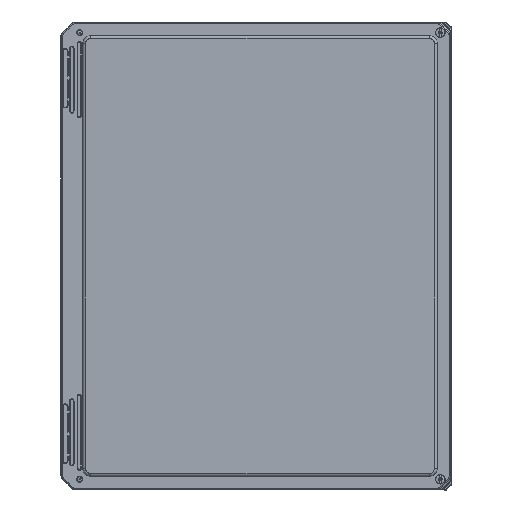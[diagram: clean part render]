
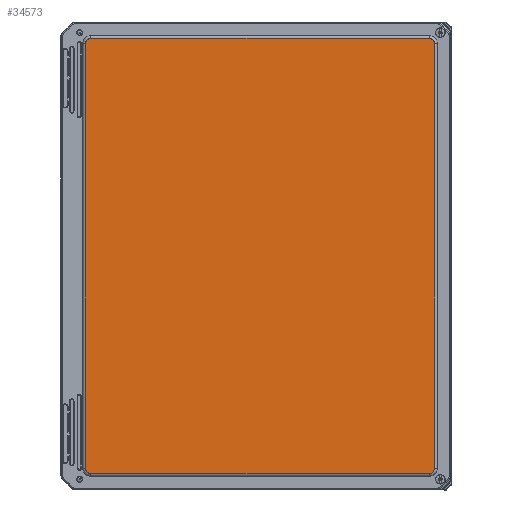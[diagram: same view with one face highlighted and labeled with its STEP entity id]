
A CAD part, top view. The second image highlights one B-rep face of the part: STEP entity #34573.
In plain terms, the highlighted face is planar.
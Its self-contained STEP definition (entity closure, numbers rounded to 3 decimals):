
#1344=ELLIPSE($,#38319,0.25,0.25);
#1347=ELLIPSE($,#38323,0.25,0.25);
#1348=ELLIPSE($,#38329,0.25,0.25);
#1351=ELLIPSE($,#38333,0.25,0.25);
#4765=LINE($,#79582,#7260);
#4767=LINE($,#79726,#7262);
#4770=LINE($,#79733,#7265);
#4772=LINE($,#79872,#7267);
#7260=VECTOR($,#47905,15.76);
#7262=VECTOR($,#47925,19.76);
#7265=VECTOR($,#47932,19.76);
#7267=VECTOR($,#47948,15.76);
#8222=PLANE($,#38339);
#10301=FACE_OUTER_BOUND($,#12551,.T.);
#12551=EDGE_LOOP($,(#31212,#31213,#31214,#31215,#31216,#31217,#31218,#31219));
#16920=VERTEX_POINT($,#79579);
#16921=VERTEX_POINT($,#79581);
#16924=VERTEX_POINT($,#79650);
#16925=VERTEX_POINT($,#79717);
#16928=VERTEX_POINT($,#79724);
#16929=VERTEX_POINT($,#79729);
#16932=VERTEX_POINT($,#79798);
#16933=VERTEX_POINT($,#79865);
#21734=EDGE_CURVE($,#16920,#16921,#4765,.T.);
#21738=EDGE_CURVE($,#16924,#16920,#1344,.T.);
#21742=EDGE_CURVE($,#16921,#16925,#1347,.T.);
#21744=EDGE_CURVE($,#16928,#16924,#4767,.T.);
#21748=EDGE_CURVE($,#16925,#16929,#4770,.T.);
#21750=EDGE_CURVE($,#16932,#16928,#1348,.T.);
#21754=EDGE_CURVE($,#16929,#16933,#1351,.T.);
#21756=EDGE_CURVE($,#16933,#16932,#4772,.T.);
#31212=ORIENTED_EDGE($,*,*,#21734,.F.);
#31213=ORIENTED_EDGE($,*,*,#21738,.F.);
#31214=ORIENTED_EDGE($,*,*,#21744,.F.);
#31215=ORIENTED_EDGE($,*,*,#21750,.F.);
#31216=ORIENTED_EDGE($,*,*,#21756,.F.);
#31217=ORIENTED_EDGE($,*,*,#21754,.F.);
#31218=ORIENTED_EDGE($,*,*,#21748,.F.);
#31219=ORIENTED_EDGE($,*,*,#21742,.F.);
#34573=ADVANCED_FACE($,(#10301),#8222,.F.);
#38319=AXIS2_PLACEMENT_3D($,#79652,#47911,#47912);
#38323=AXIS2_PLACEMENT_3D($,#79721,#47919,#47920);
#38329=AXIS2_PLACEMENT_3D($,#79800,#47935,#47936);
#38333=AXIS2_PLACEMENT_3D($,#79869,#47943,#47944);
#38339=AXIS2_PLACEMENT_3D($,#79882,#47962,#47963);
#47905=DIRECTION($,(1.,0.,0.));
#47911=DIRECTION('center_axis',(0.,0.,1.));
#47912=DIRECTION('ref_axis',(-0.707,-0.707,0.));
#47919=DIRECTION('center_axis',(0.,0.,1.));
#47920=DIRECTION('ref_axis',(0.707,-0.707,0.));
#47925=DIRECTION($,(0.,-1.,0.));
#47932=DIRECTION($,(0.,1.,0.));
#47935=DIRECTION('center_axis',(0.,0.,1.));
#47936=DIRECTION('ref_axis',(-0.707,0.707,0.));
#47943=DIRECTION('center_axis',(0.,0.,1.));
#47944=DIRECTION('ref_axis',(0.707,0.707,0.));
#47948=DIRECTION($,(-1.,0.,0.));
#47962=DIRECTION('center_axis',(0.,0.,1.));
#47963=DIRECTION('ref_axis',(1.,0.,0.));
#79579=CARTESIAN_POINT('',(-7.692,-10.13,0.));
#79581=CARTESIAN_POINT('',(8.067,-10.13,0.));
#79582=CARTESIAN_POINT($,(-7.692,-10.13,0.));
#79650=CARTESIAN_POINT('',(-7.942,-9.88,0.));
#79652=CARTESIAN_POINT('Origin',(-7.692,-9.88,0.));
#79717=CARTESIAN_POINT('',(8.317,-9.88,0.));
#79721=CARTESIAN_POINT('Origin',(8.067,-9.88,0.));
#79724=CARTESIAN_POINT('',(-7.942,9.88,0.));
#79726=CARTESIAN_POINT($,(-7.942,9.88,0.));
#79729=CARTESIAN_POINT('',(8.317,9.88,0.));
#79733=CARTESIAN_POINT($,(8.317,-9.88,0.));
#79798=CARTESIAN_POINT('',(-7.692,10.13,0.));
#79800=CARTESIAN_POINT('Origin',(-7.692,9.88,0.));
#79865=CARTESIAN_POINT('',(8.067,10.13,0.));
#79869=CARTESIAN_POINT('Origin',(8.067,9.88,0.));
#79872=CARTESIAN_POINT($,(8.067,10.13,0.));
#79882=CARTESIAN_POINT('Origin',(0.187,0.,0.));
